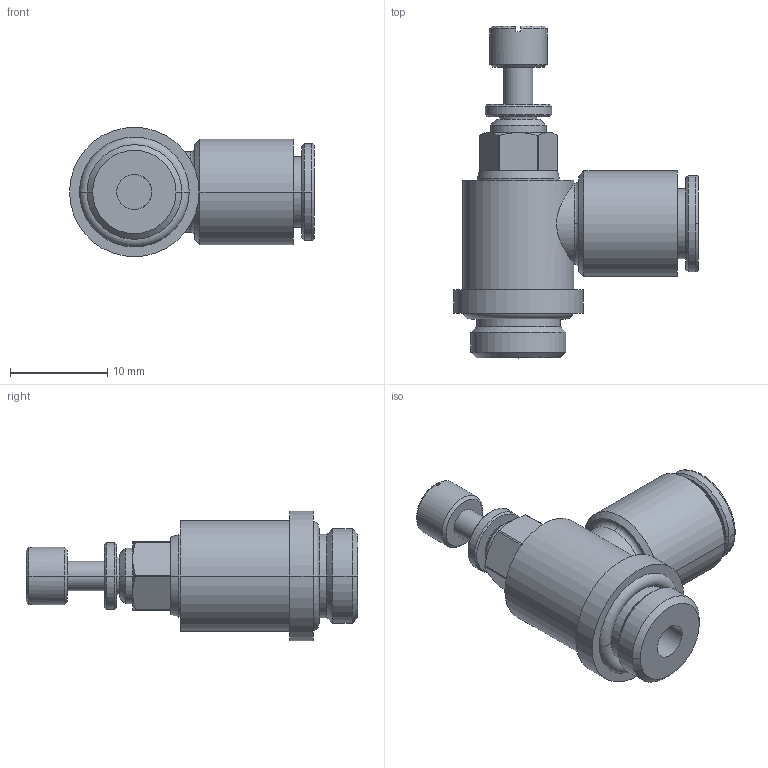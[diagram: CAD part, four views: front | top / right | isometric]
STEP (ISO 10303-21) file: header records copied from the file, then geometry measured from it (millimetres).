
FILE_DESCRIPTION(('STEP AP214'),'1');
FILE_NAME('7660_06_10.stp','2016-07-07T14:55:24',('TraceParts'),('TraceParts S.A.'),'Spatial InterOp 3D',' ',' ');
FILE_SCHEMA(('automotive_design'));
Length unit declared in the file: millimetre
Products named in the file (1): 1
Bounding box: 25.15 x 34.1 x 13.3 mm (x, y, z)
Volume: 2751.4 mm3; surface area: 2330.6 mm2
Topology: 1 solids, 1 shells, 109 faces, 256 edges, 162 vertices
Faces by surface type: cone 42, cylinder 32, plane 29, torus 6
Entity records: 3367 total; most frequent: CARTESIAN_POINT 779, DIRECTION 590, ORIENTED_EDGE 512, EDGE_CURVE 256, AXIS2_PLACEMENT_3D 247, VERTEX_POINT 162, CIRCLE 137, EDGE_LOOP 124
